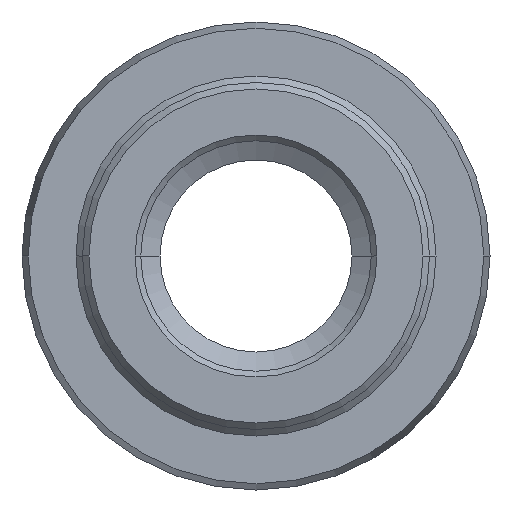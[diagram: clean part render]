
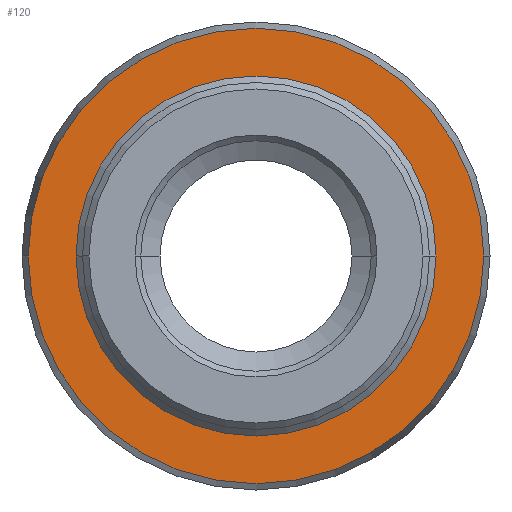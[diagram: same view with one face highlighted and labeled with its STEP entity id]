
A CAD part, front view. The second image highlights one B-rep face of the part: STEP entity #120.
In plain terms, the highlighted planar face has unit normal (0, -1, 0).
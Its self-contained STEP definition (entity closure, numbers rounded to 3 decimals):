
#120=ADVANCED_FACE('',(#243,#244),#245,.T.);
#243=FACE_OUTER_BOUND('',#370,.T.);
#244=FACE_BOUND('',#371,.T.);
#245=PLANE('',#372);
#370=EDGE_LOOP('',(#631,#632));
#371=EDGE_LOOP('',(#633,#634));
#372=AXIS2_PLACEMENT_3D('',#635,#636,#637);
#631=ORIENTED_EDGE('',*,*,#804,.T.);
#632=ORIENTED_EDGE('',*,*,#727,.T.);
#633=ORIENTED_EDGE('',*,*,#719,.T.);
#634=ORIENTED_EDGE('',*,*,#805,.T.);
#635=CARTESIAN_POINT('',(0.0,84.0,0.0));
#636=DIRECTION('',(0.0,-1.0,0.0));
#637=DIRECTION('',(-1.0,0.0,0.0));
#719=EDGE_CURVE('',#837,#841,#843,.T.);
#727=EDGE_CURVE('',#856,#854,#857,.T.);
#804=EDGE_CURVE('',#854,#856,#962,.T.);
#805=EDGE_CURVE('',#841,#837,#963,.T.);
#837=VERTEX_POINT('',#999);
#841=VERTEX_POINT('',#1004);
#843=CIRCLE('',#1007,14.459);
#854=VERTEX_POINT('',#1020);
#856=VERTEX_POINT('',#1023);
#857=CIRCLE('',#1024,18.977);
#962=CIRCLE('',#1154,18.977);
#963=CIRCLE('',#1155,14.459);
#999=CARTESIAN_POINT('',(14.459,84.0,0.0));
#1004=CARTESIAN_POINT('',(-14.459,84.0,0.));
#1007=AXIS2_PLACEMENT_3D('',#1188,#1189,#1190);
#1020=CARTESIAN_POINT('',(18.977,84.0,0.0));
#1023=CARTESIAN_POINT('',(-18.977,84.0,0.));
#1024=AXIS2_PLACEMENT_3D('',#1200,#1201,#1202);
#1154=AXIS2_PLACEMENT_3D('',#1306,#1307,#1308);
#1155=AXIS2_PLACEMENT_3D('',#1309,#1310,#1311);
#1188=CARTESIAN_POINT('',(0.0,84.0,0.0));
#1189=DIRECTION('',(-0.0,1.0,0.0));
#1190=DIRECTION('',(1.0,0.0,0.0));
#1200=CARTESIAN_POINT('',(0.0,84.0,0.0));
#1201=DIRECTION('',(0.0,-1.0,0.0));
#1202=DIRECTION('',(1.0,0.0,0.0));
#1306=CARTESIAN_POINT('',(0.0,84.0,0.0));
#1307=DIRECTION('',(0.0,-1.0,0.0));
#1308=DIRECTION('',(1.0,0.0,0.0));
#1309=CARTESIAN_POINT('',(0.0,84.0,0.0));
#1310=DIRECTION('',(-0.0,1.0,0.0));
#1311=DIRECTION('',(1.0,0.0,0.0));
